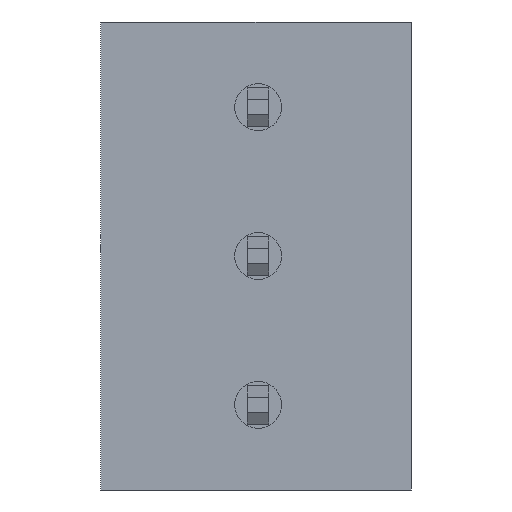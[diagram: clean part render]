
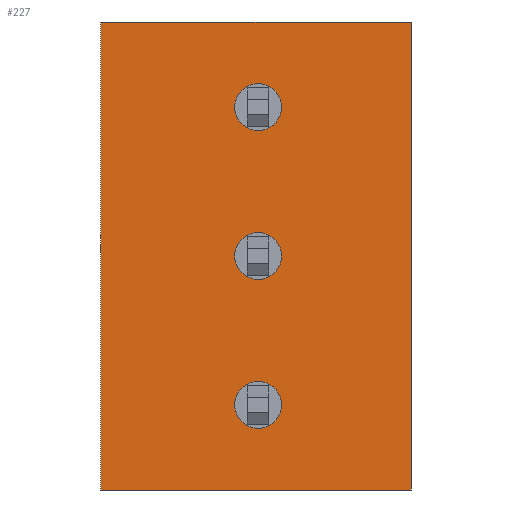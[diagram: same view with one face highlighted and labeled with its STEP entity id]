
A CAD part, front view. The second image highlights one B-rep face of the part: STEP entity #227.
In plain terms, the highlighted planar face has unit normal (0, -1, 0).
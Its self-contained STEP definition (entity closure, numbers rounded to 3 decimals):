
#227=ADVANCED_FACE('',(#610,#611,#612,#613),#614,.T.);
#610=FACE_OUTER_BOUND('',#1159,.T.);
#611=FACE_BOUND('',#1160,.T.);
#612=FACE_BOUND('',#1161,.T.);
#613=FACE_BOUND('',#1162,.T.);
#614=PLANE('',#1163);
#1159=EDGE_LOOP('',(#1787,#1788,#1789,#1790));
#1160=EDGE_LOOP('',(#1791,#1792));
#1161=EDGE_LOOP('',(#1793,#1794));
#1162=EDGE_LOOP('',(#1795,#1796));
#1163=AXIS2_PLACEMENT_3D('',#1797,#1798,#1799);
#1787=ORIENTED_EDGE('',*,*,#3306,.F.);
#1788=ORIENTED_EDGE('',*,*,#3288,.T.);
#1789=ORIENTED_EDGE('',*,*,#3297,.F.);
#1790=ORIENTED_EDGE('',*,*,#3307,.F.);
#1791=ORIENTED_EDGE('',*,*,#3308,.F.);
#1792=ORIENTED_EDGE('',*,*,#3309,.F.);
#1793=ORIENTED_EDGE('',*,*,#3310,.F.);
#1794=ORIENTED_EDGE('',*,*,#3311,.F.);
#1795=ORIENTED_EDGE('',*,*,#3312,.F.);
#1796=ORIENTED_EDGE('',*,*,#3313,.F.);
#1797=CARTESIAN_POINT('',(-7.3,0.0,-2.0));
#1798=DIRECTION('',(0.0,-1.0,0.0));
#1799=DIRECTION('',(0.,0.0,1.0));
#3288=EDGE_CURVE('',#3935,#3948,#3950,.T.);
#3297=EDGE_CURVE('',#3965,#3948,#3966,.T.);
#3306=EDGE_CURVE('',#3935,#3978,#3979,.T.);
#3307=EDGE_CURVE('',#3978,#3965,#3980,.T.);
#3308=EDGE_CURVE('',#3981,#3982,#3983,.T.);
#3309=EDGE_CURVE('',#3982,#3981,#3984,.T.);
#3310=EDGE_CURVE('',#3985,#3986,#3987,.T.);
#3311=EDGE_CURVE('',#3986,#3985,#3988,.T.);
#3312=EDGE_CURVE('',#3989,#3990,#3991,.T.);
#3313=EDGE_CURVE('',#3990,#3989,#3992,.T.);
#3935=VERTEX_POINT('',#4854);
#3948=VERTEX_POINT('',#4871);
#3950=LINE('',#4874,#4875);
#3965=VERTEX_POINT('',#4896);
#3966=LINE('',#4897,#4898);
#3978=VERTEX_POINT('',#4915);
#3979=LINE('',#4916,#4917);
#3980=LINE('',#4918,#4919);
#3981=VERTEX_POINT('',#4920);
#3982=VERTEX_POINT('',#4921);
#3983=CIRCLE('',#4922,0.55);
#3984=CIRCLE('',#4923,0.55);
#3985=VERTEX_POINT('',#4924);
#3986=VERTEX_POINT('',#4925);
#3987=CIRCLE('',#4926,0.55);
#3988=CIRCLE('',#4927,0.55);
#3989=VERTEX_POINT('',#4928);
#3990=VERTEX_POINT('',#4929);
#3991=CIRCLE('',#4930,0.55);
#3992=CIRCLE('',#4931,0.55);
#4854=CARTESIAN_POINT('',(0.0,0.0,0.));
#4871=CARTESIAN_POINT('',(-7.3,0.0,0.));
#4874=CARTESIAN_POINT('',(49.547,0.0,0.));
#4875=VECTOR('',#6022,1.0);
#4896=CARTESIAN_POINT('',(-7.3,0.0,-11.0));
#4897=CARTESIAN_POINT('',(-7.3,0.0,-7.0));
#4898=VECTOR('',#6029,1.0);
#4915=CARTESIAN_POINT('',(0.0,0.0,-11.0));
#4916=CARTESIAN_POINT('',(0.0,0.0,-7.0));
#4917=VECTOR('',#6038,1.0);
#4918=CARTESIAN_POINT('',(49.547,0.0,-11.0));
#4919=VECTOR('',#6039,1.0);
#4920=CARTESIAN_POINT('',(-3.05,0.0,-2.0));
#4921=CARTESIAN_POINT('',(-4.15,0.0,-2.0));
#4922=AXIS2_PLACEMENT_3D('',#6040,#6041,#6042);
#4923=AXIS2_PLACEMENT_3D('',#6043,#6044,#6045);
#4924=CARTESIAN_POINT('',(-4.15,0.0,-9.0));
#4925=CARTESIAN_POINT('',(-3.05,0.0,-9.0));
#4926=AXIS2_PLACEMENT_3D('',#6046,#6047,#6048);
#4927=AXIS2_PLACEMENT_3D('',#6049,#6050,#6051);
#4928=CARTESIAN_POINT('',(-3.05,0.0,-5.5));
#4929=CARTESIAN_POINT('',(-4.15,0.0,-5.5));
#4930=AXIS2_PLACEMENT_3D('',#6052,#6053,#6054);
#4931=AXIS2_PLACEMENT_3D('',#6055,#6056,#6057);
#6022=DIRECTION('',(-1.0,0.0,0.));
#6029=DIRECTION('',(0.,0.0,1.0));
#6038=DIRECTION('',(0.,0.0,-1.0));
#6039=DIRECTION('',(-1.0,0.0,0.));
#6040=CARTESIAN_POINT('',(-3.6,0.0,-2.0));
#6041=DIRECTION('',(-0.0,-1.0,0.0));
#6042=DIRECTION('',(-1.0,0.0,0.));
#6043=CARTESIAN_POINT('',(-3.6,0.0,-2.0));
#6044=DIRECTION('',(-0.0,-1.0,0.0));
#6045=DIRECTION('',(-1.0,0.0,0.));
#6046=CARTESIAN_POINT('',(-3.6,0.0,-9.0));
#6047=DIRECTION('',(-0.0,-1.0,0.0));
#6048=DIRECTION('',(-1.0,0.0,0.));
#6049=CARTESIAN_POINT('',(-3.6,0.0,-9.0));
#6050=DIRECTION('',(-0.0,-1.0,0.0));
#6051=DIRECTION('',(-1.0,0.0,0.));
#6052=CARTESIAN_POINT('',(-3.6,0.0,-5.5));
#6053=DIRECTION('',(-0.0,-1.0,0.0));
#6054=DIRECTION('',(-1.0,0.0,0.));
#6055=CARTESIAN_POINT('',(-3.6,0.0,-5.5));
#6056=DIRECTION('',(-0.0,-1.0,0.0));
#6057=DIRECTION('',(-1.0,0.0,0.));
